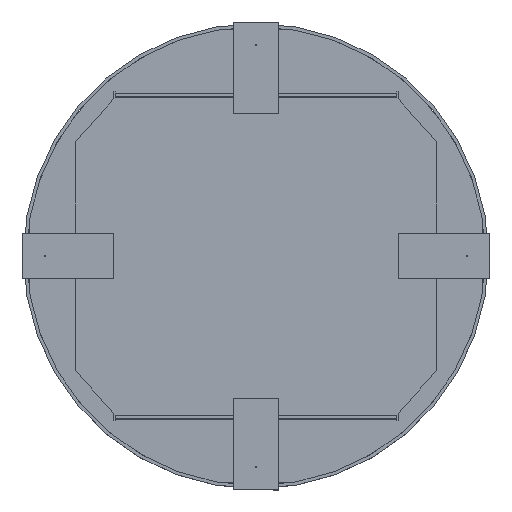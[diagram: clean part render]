
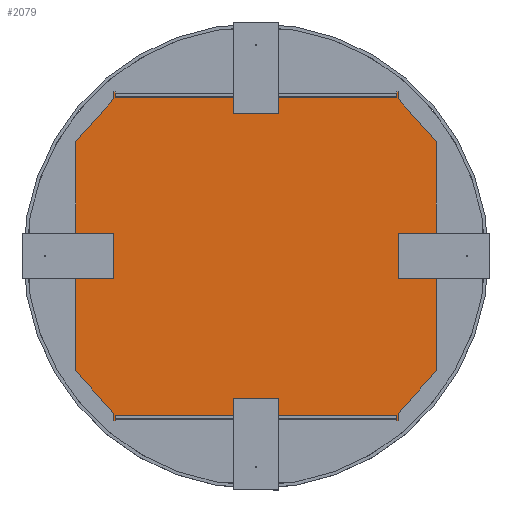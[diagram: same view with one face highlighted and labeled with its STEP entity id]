
A CAD part, top view. The second image highlights one B-rep face of the part: STEP entity #2079.
In plain terms, the highlighted face is planar.
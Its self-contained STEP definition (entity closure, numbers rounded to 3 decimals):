
#318 = CIRCLE ( 'NONE', #8069, 147.7 ) ;
#800 = FACE_OUTER_BOUND ( 'NONE', #8384, .T. ) ;
#1124 = DIRECTION ( 'NONE',  ( 1., 0., 0. ) ) ;
#1858 = DIRECTION ( 'NONE',  ( 0., 0., 1. ) ) ;
#2079 = ADVANCED_FACE ( 'NONE', ( #800 ), #8322, .F. ) ;
#2272 = CARTESIAN_POINT ( 'NONE',  ( 0., 0., 0. ) ) ;
#2517 = VERTEX_POINT ( 'NONE', #9038 ) ;
#3780 = CARTESIAN_POINT ( 'NONE',  ( 147.7, 0., 0. ) ) ;
#3933 = AXIS2_PLACEMENT_3D ( 'NONE', #2272, #8743, #1124 ) ;
#4253 = DIRECTION ( 'NONE',  ( 0., 0., 1. ) ) ;
#4793 = ORIENTED_EDGE ( 'NONE', *, *, #7115, .F. ) ;
#6240 = CARTESIAN_POINT ( 'NONE',  ( 0., 0., 0. ) ) ;
#6627 = ORIENTED_EDGE ( 'NONE', *, *, #8231, .F. ) ;
#6986 = DIRECTION ( 'NONE',  ( 1., 0., 0. ) ) ;
#7115 = EDGE_CURVE ( 'NONE', #2517, #8008, #318, .T. ) ;
#7418 = CIRCLE ( 'NONE', #8624, 147.7 ) ;
#8008 = VERTEX_POINT ( 'NONE', #3780 ) ;
#8069 = AXIS2_PLACEMENT_3D ( 'NONE', #8671, #4253, #9423 ) ;
#8231 = EDGE_CURVE ( 'NONE', #8008, #2517, #7418, .T. ) ;
#8322 = PLANE ( 'NONE',  #3933 ) ;
#8384 = EDGE_LOOP ( 'NONE', ( #4793, #6627 ) ) ;
#8624 = AXIS2_PLACEMENT_3D ( 'NONE', #6240, #1858, #6986 ) ;
#8671 = CARTESIAN_POINT ( 'NONE',  ( 0., 0., 0. ) ) ;
#8743 = DIRECTION ( 'NONE',  ( 0., 0., 1. ) ) ;
#9038 = CARTESIAN_POINT ( 'NONE',  ( -147.7, 0., 0. ) ) ;
#9423 = DIRECTION ( 'NONE',  ( 1., 0., 0. ) ) ;
